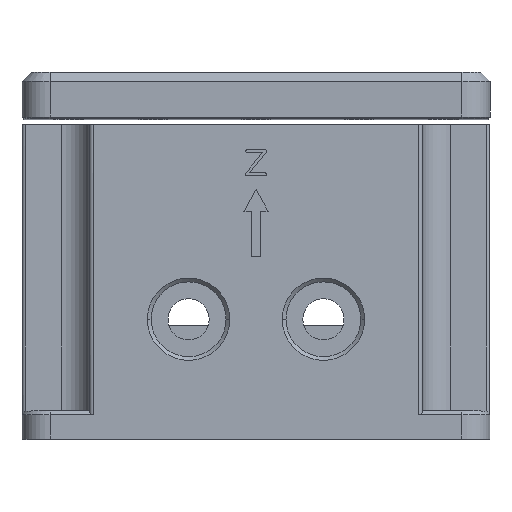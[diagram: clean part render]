
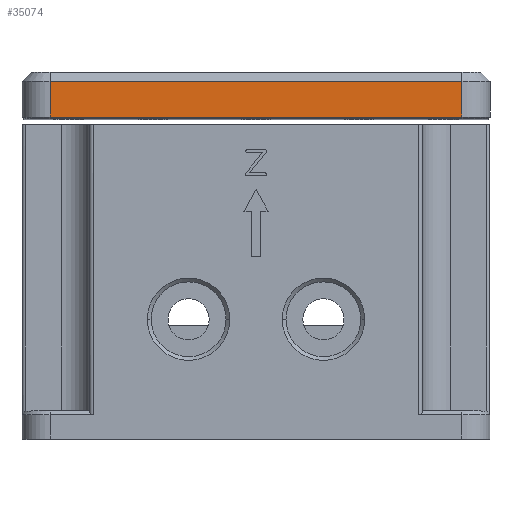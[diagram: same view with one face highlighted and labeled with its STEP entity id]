
A CAD part, top view. The second image highlights one B-rep face of the part: STEP entity #35074.
In plain terms, the highlighted planar face has unit normal (0, 0, 1).
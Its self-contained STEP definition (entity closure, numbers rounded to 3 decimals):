
#1696 = DIRECTION ( 'NONE',  ( 0., 1., 0. ) ) ;
#5127 = CARTESIAN_POINT ( 'NONE',  ( 11., 17.002, 12.5 ) ) ;
#6449 = CARTESIAN_POINT ( 'NONE',  ( -11., 19.402, 12.5 ) ) ;
#8291 = CARTESIAN_POINT ( 'NONE',  ( 11., 18.902, 12.5 ) ) ;
#11149 = LINE ( 'NONE', #6449, #22498 ) ;
#11469 = EDGE_CURVE ( 'NONE', #48175, #57293, #26868, .T. ) ;
#15509 = FACE_OUTER_BOUND ( 'NONE', #54961, .T. ) ;
#17645 = ORIENTED_EDGE ( 'NONE', *, *, #11469, .T. ) ;
#18131 = CARTESIAN_POINT ( 'NONE',  ( -11., 18.902, 12.5 ) ) ;
#22498 = VECTOR ( 'NONE', #42130, 1000. ) ;
#23702 = EDGE_CURVE ( 'NONE', #57293, #59752, #11149, .T. ) ;
#26774 = CARTESIAN_POINT ( 'NONE',  ( 12.5, 19.402, 12.5 ) ) ;
#26868 = LINE ( 'NONE', #47223, #63928 ) ;
#27045 = CARTESIAN_POINT ( 'NONE',  ( 12.5, 17.002, 12.5 ) ) ;
#30193 = ORIENTED_EDGE ( 'NONE', *, *, #23702, .T. ) ;
#31302 = VECTOR ( 'NONE', #52426, 1000. ) ;
#33608 = ORIENTED_EDGE ( 'NONE', *, *, #43189, .T. ) ;
#35074 = ADVANCED_FACE ( 'NONE', ( #15509 ), #46446, .F. ) ;
#37517 = DIRECTION ( 'NONE',  ( -1., 0., 0. ) ) ;
#38559 = ORIENTED_EDGE ( 'NONE', *, *, #62512, .T. ) ;
#41125 = DIRECTION ( 'NONE',  ( 0., 0., -1. ) ) ;
#41336 = AXIS2_PLACEMENT_3D ( 'NONE', #26774, #41125, #41452 ) ;
#41452 = DIRECTION ( 'NONE',  ( 0., -1., 0. ) ) ;
#42130 = DIRECTION ( 'NONE',  ( 0., -1., 0. ) ) ;
#43189 = EDGE_CURVE ( 'NONE', #59752, #61743, #46736, .T. ) ;
#46446 = PLANE ( 'NONE',  #41336 ) ;
#46736 = LINE ( 'NONE', #27045, #31302 ) ;
#47223 = CARTESIAN_POINT ( 'NONE',  ( -11., 18.902, 12.5 ) ) ;
#47410 = LINE ( 'NONE', #65919, #59356 ) ;
#48175 = VERTEX_POINT ( 'NONE', #8291 ) ;
#51515 = CARTESIAN_POINT ( 'NONE',  ( -11., 17.002, 12.5 ) ) ;
#52426 = DIRECTION ( 'NONE',  ( 1., 0., 0. ) ) ;
#54961 = EDGE_LOOP ( 'NONE', ( #38559, #17645, #30193, #33608 ) ) ;
#57293 = VERTEX_POINT ( 'NONE', #18131 ) ;
#59356 = VECTOR ( 'NONE', #1696, 1000. ) ;
#59752 = VERTEX_POINT ( 'NONE', #51515 ) ;
#61743 = VERTEX_POINT ( 'NONE', #5127 ) ;
#62512 = EDGE_CURVE ( 'NONE', #61743, #48175, #47410, .T. ) ;
#63928 = VECTOR ( 'NONE', #37517, 1000. ) ;
#65919 = CARTESIAN_POINT ( 'NONE',  ( 11., 19.402, 12.5 ) ) ;
